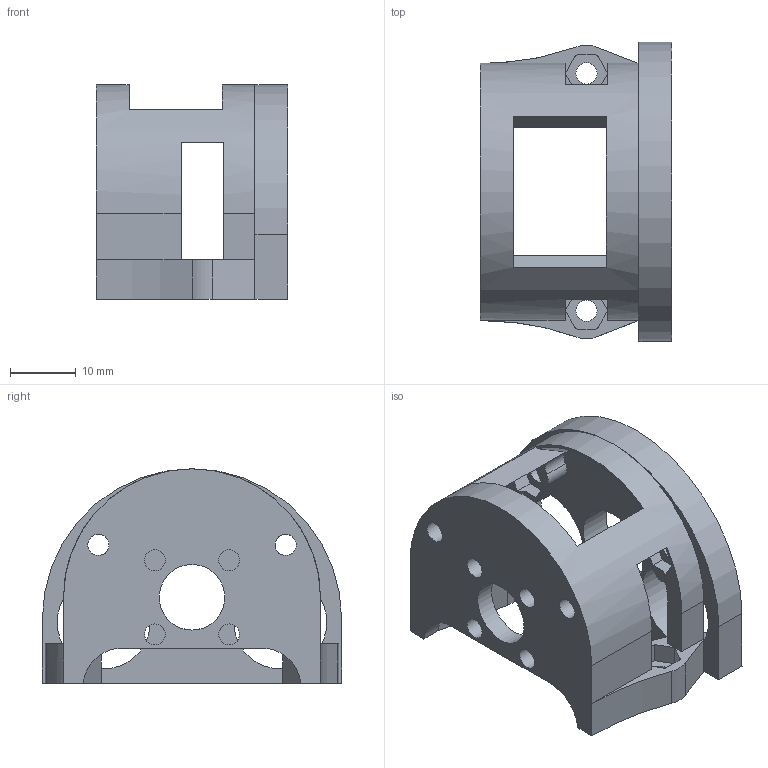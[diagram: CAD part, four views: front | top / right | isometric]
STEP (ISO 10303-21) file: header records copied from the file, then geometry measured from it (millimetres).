
FILE_DESCRIPTION(/* description */ (''),/* implementation_level */ '2;1');
FILE_NAME(/* name */ '2687e552-9d82-4d4e-b45d-ff1283554554.stp',/* time_stamp */ '2025-07-22T19:47:02Z',/* author */ (''),/* organization */ (''),/* preprocessor_version */ 'ST-DEVELOPER v20.1',/* originating_system */ 'Autodesk Translation Framework v14.10.0.0',/* authorisation */ '');
FILE_SCHEMA (('AUTOMOTIVE_DESIGN { 1 0 10303 214 3 1 1 }'));
Length unit declared in the file: millimetre
Products named in the file (3): 2.Redo2.9to1 23.5mm wheel; Motor Mount; Wheel Mount
Assembly tree (2 placements, depth 2):
  2.Redo2.9to1 23.5mm wheel
    Motor Mount
    Wheel Mount
Bounding box: 29.2 x 45.64 x 32.7 mm (x, y, z)
Volume: 10365.3 mm3; surface area: 9090.9 mm2
Topology: 2 solids, 2 shells, 122 faces, 343 edges, 220 vertices
Faces by surface type: plane 71, cylinder 44, cone 5, bspline 2
Full cylindrical faces by diameter (mm): 3.2 x4, 3.25 x8, 6.3 x2, 10 x1, 12.8 x1, 14.2 x2
Entity records: 4162 total; most frequent: CARTESIAN_POINT 786, DIRECTION 694, ORIENTED_EDGE 686, EDGE_CURVE 343, AXIS2_PLACEMENT_3D 234, LINE 226, VECTOR 226, VERTEX_POINT 220
